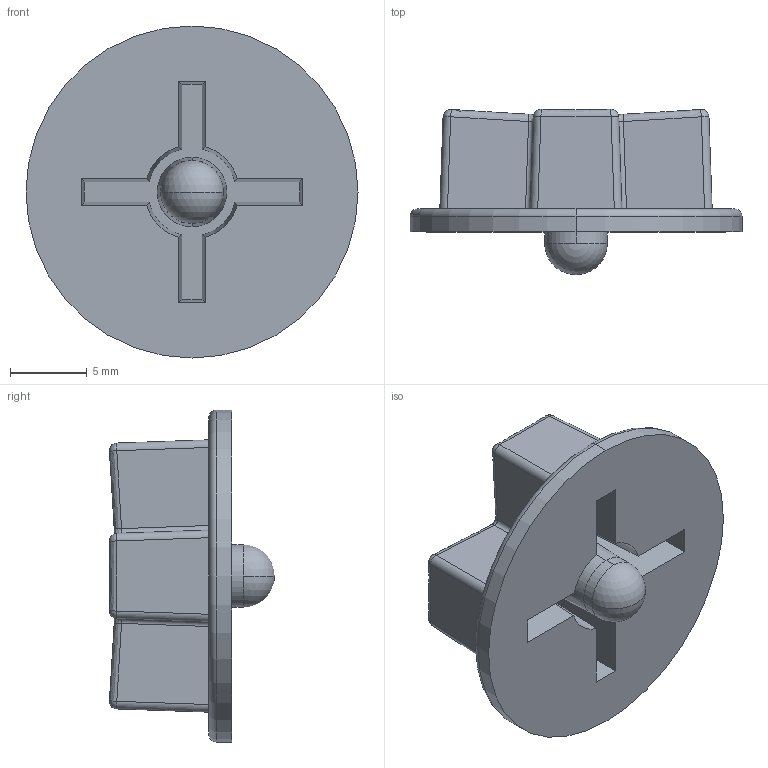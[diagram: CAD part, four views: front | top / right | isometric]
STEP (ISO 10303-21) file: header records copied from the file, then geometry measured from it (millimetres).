
FILE_DESCRIPTION (( 'STEP AP203' ), '1' );
FILE_NAME ('Dpad.STEP', '2019-03-30T14:56:55', ( 'NoNo' ), ( '' ), 'SwSTEP 2.0', 'SolidWorks 2012', '' );
FILE_SCHEMA (( 'CONFIG_CONTROL_DESIGN' ));
Length unit declared in the file: millimetre
Products named in the file (1): Dpad
Bounding box: 21.7 x 10.8 x 21.7 mm (x, y, z)
Volume: 1383.5 mm3; surface area: 1663.5 mm2
Topology: 1 solids, 1 shells, 113 faces, 305 edges, 189 vertices
Faces by surface type: plane 39, cylinder 31, bspline 16, cone 13, sphere 12, torus 2
Entity records: 3923 total; most frequent: CARTESIAN_POINT 1401, ORIENTED_EDGE 566, DIRECTION 430, EDGE_CURVE 283, VERTEX_POINT 177, AXIS2_PLACEMENT_3D 162, EDGE_LOOP 118, FACE_OUTER_BOUND 113
